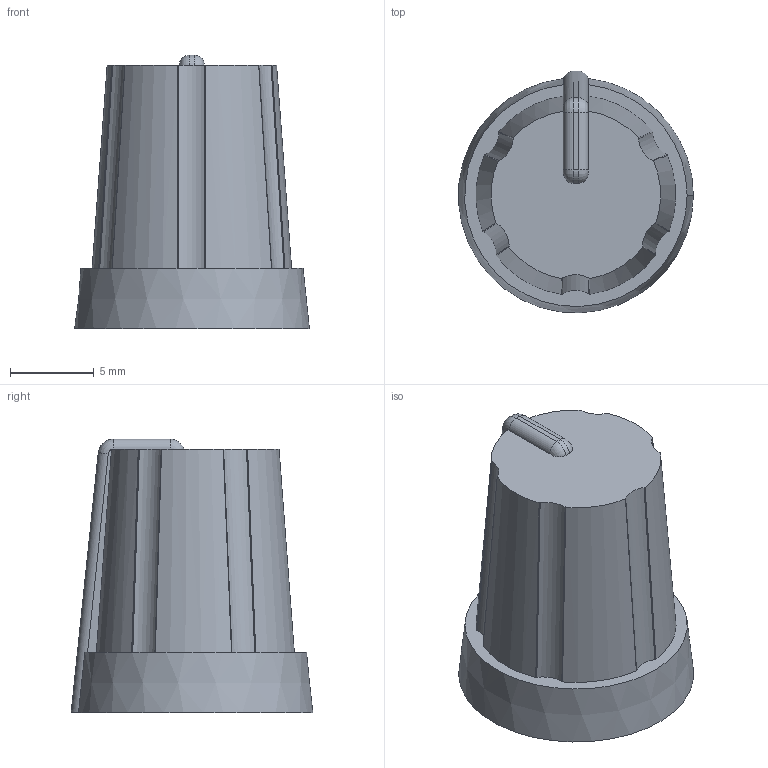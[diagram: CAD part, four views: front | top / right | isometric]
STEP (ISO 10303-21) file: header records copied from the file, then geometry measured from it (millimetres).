
FILE_DESCRIPTION(('FreeCAD Model'),'2;1');
FILE_NAME('cap_rotary_encoder.step','2018-07-06T14:07:47',('kicad StepUp'),('ksu MCAD'), 'Open CASCADE STEP processor 7.2','FreeCAD','Unknown');
FILE_SCHEMA(('AUTOMOTIVE_DESIGN_CC2 { 1 2 10303 214 -1 1 5 4 }'));
Length unit declared in the file: millimetre
Products named in the file (1): cap_rotary_encoder
Bounding box: 13.98 x 14.4 x 16.3 mm (x, y, z)
Volume: 1012.2 mm3; surface area: 1318.7 mm2
Topology: 1 solids, 1 shells, 79 faces, 219 edges, 144 vertices
Faces by surface type: bspline 31, plane 30, cylinder 11, revolution 4, cone 3
Entity records: 6403 total; most frequent: CARTESIAN_POINT 4004, ORIENTED_EDGE 438, DIRECTION 307, EDGE_CURVE 219, VERTEX_POINT 144, LINE 105, VECTOR 105, AXIS2_PLACEMENT_3D 99
